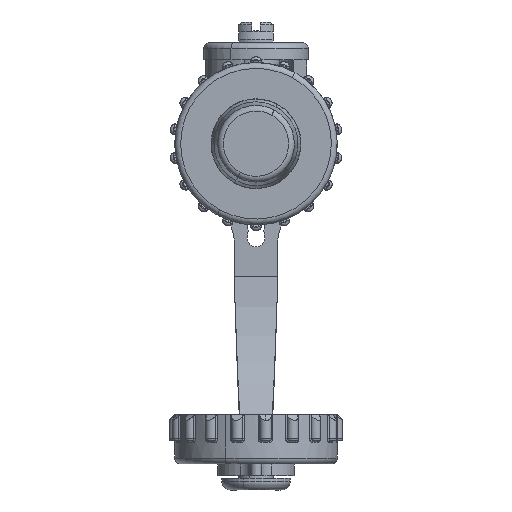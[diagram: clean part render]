
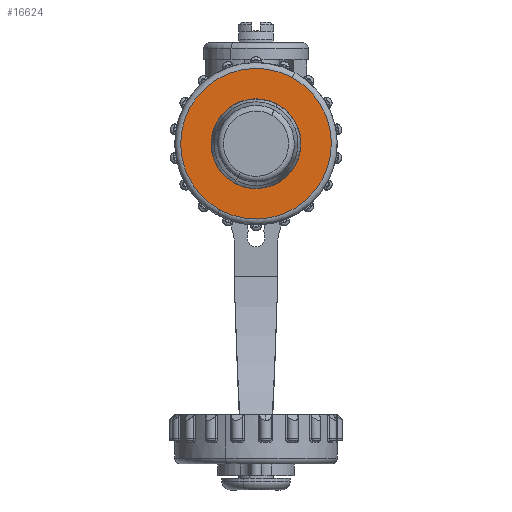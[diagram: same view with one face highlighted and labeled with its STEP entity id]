
A CAD part, front view. The second image highlights one B-rep face of the part: STEP entity #16624.
In plain terms, the highlighted planar face has unit normal (0, -1, 0).
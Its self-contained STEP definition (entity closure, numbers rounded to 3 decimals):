
#16583=CARTESIAN_POINT('Axis2P3D Location',(0.,-21.9,13.)) ;
#16588=CARTESIAN_POINT('Axis2P3D Location',(0.,-21.9,0.)) ;
#16592=CARTESIAN_POINT('Vertex',(6.233,-21.9,11.409)) ;
#16594=CARTESIAN_POINT('Vertex',(-6.233,-21.9,-11.409)) ;
#16597=CARTESIAN_POINT('Axis2P3D Location',(0.,-21.9,0.)) ;
#16606=CARTESIAN_POINT('Axis2P3D Location',(0.,-21.9,0.)) ;
#16610=CARTESIAN_POINT('Vertex',(-3.476,-21.9,-6.362)) ;
#16612=CARTESIAN_POINT('Vertex',(3.476,-21.9,6.362)) ;
#16615=CARTESIAN_POINT('Axis2P3D Location',(0.,-21.9,0.)) ;
#16584=DIRECTION('Axis2P3D Direction',(-0.,1.,0.)) ;
#16585=DIRECTION('Axis2P3D XDirection',(1.,0.,0.)) ;
#16589=DIRECTION('Axis2P3D Direction',(-0.,1.,0.)) ;
#16598=DIRECTION('Axis2P3D Direction',(-0.,1.,0.)) ;
#16607=DIRECTION('Axis2P3D Direction',(-0.,1.,0.)) ;
#16616=DIRECTION('Axis2P3D Direction',(-0.,1.,0.)) ;
#16586=AXIS2_PLACEMENT_3D('Plane Axis2P3D',#16583,#16584,#16585) ;
#16590=AXIS2_PLACEMENT_3D('Circle Axis2P3D',#16588,#16589,$) ;
#16599=AXIS2_PLACEMENT_3D('Circle Axis2P3D',#16597,#16598,$) ;
#16608=AXIS2_PLACEMENT_3D('Circle Axis2P3D',#16606,#16607,$) ;
#16617=AXIS2_PLACEMENT_3D('Circle Axis2P3D',#16615,#16616,$) ;
#16603=ORIENTED_EDGE('',*,*,#16596,.F.) ;
#16604=ORIENTED_EDGE('',*,*,#16601,.F.) ;
#16621=ORIENTED_EDGE('',*,*,#16614,.T.) ;
#16622=ORIENTED_EDGE('',*,*,#16619,.T.) ;
#16623=FACE_BOUND('',#16620,.T.) ;
#16624=ADVANCED_FACE('PartBody',(#16605,#16623),#16587,.F.) ;
#16591=CIRCLE('generated circle',#16590,13.) ;
#16600=CIRCLE('generated circle',#16599,13.) ;
#16609=CIRCLE('generated circle',#16608,7.25) ;
#16618=CIRCLE('generated circle',#16617,7.25) ;
#16596=EDGE_CURVE('',#16593,#16595,#16591,.T.) ;
#16601=EDGE_CURVE('',#16595,#16593,#16600,.T.) ;
#16614=EDGE_CURVE('',#16611,#16613,#16609,.T.) ;
#16619=EDGE_CURVE('',#16613,#16611,#16618,.T.) ;
#16602=EDGE_LOOP('',(#16603,#16604)) ;
#16620=EDGE_LOOP('',(#16621,#16622)) ;
#16605=FACE_OUTER_BOUND('',#16602,.T.) ;
#16587=PLANE('',#16586) ;
#16593=VERTEX_POINT('',#16592) ;
#16595=VERTEX_POINT('',#16594) ;
#16611=VERTEX_POINT('',#16610) ;
#16613=VERTEX_POINT('',#16612) ;
